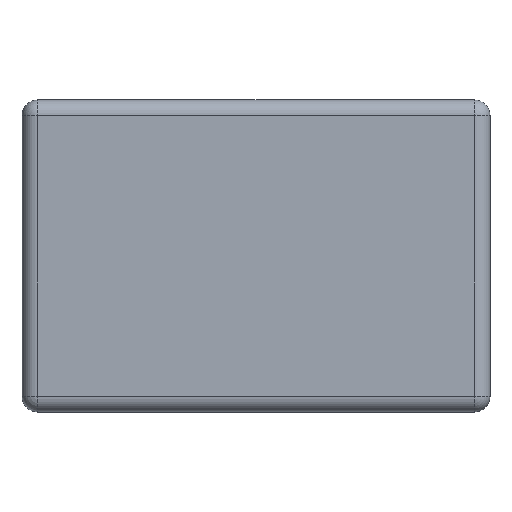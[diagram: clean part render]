
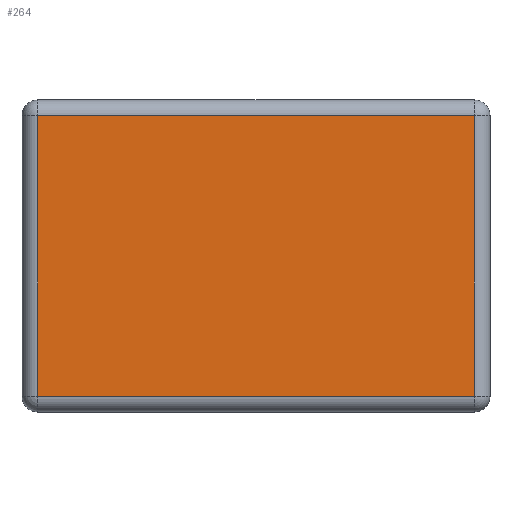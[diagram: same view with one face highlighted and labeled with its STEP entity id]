
A CAD part, top view. The second image highlights one B-rep face of the part: STEP entity #264.
In plain terms, the highlighted planar face has unit normal (0, 0, 1).
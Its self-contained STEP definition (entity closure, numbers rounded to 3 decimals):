
#264 = ADVANCED_FACE( '', ( #541 ), #542, .T. );
#541 = FACE_OUTER_BOUND( '', #814, .T. );
#542 = PLANE( '', #815 );
#814 = EDGE_LOOP( '', ( #1508, #1509, #1510, #1511 ) );
#815 = AXIS2_PLACEMENT_3D( '', #1512, #1513, #1514 );
#1508 = ORIENTED_EDGE( '', *, *, #1652, .T. );
#1509 = ORIENTED_EDGE( '', *, *, #1773, .T. );
#1510 = ORIENTED_EDGE( '', *, *, #1681, .T. );
#1511 = ORIENTED_EDGE( '', *, *, #1754, .T. );
#1512 = CARTESIAN_POINT( '', ( 0., 0., 16. ) );
#1513 = DIRECTION( '', ( 0., 0., 1. ) );
#1514 = DIRECTION( '', ( 1., 0., 0. ) );
#1652 = EDGE_CURVE( '', #1994, #1999, #2001, .T. );
#1681 = EDGE_CURVE( '', #2046, #2044, #2047, .T. );
#1754 = EDGE_CURVE( '', #2044, #1994, #2143, .T. );
#1773 = EDGE_CURVE( '', #1999, #2046, #2168, .T. );
#1994 = VERTEX_POINT( '', #2462 );
#1999 = VERTEX_POINT( '', #2468 );
#2001 = LINE( '', #2470, #2471 );
#2044 = VERTEX_POINT( '', #2532 );
#2046 = VERTEX_POINT( '', #2534 );
#2047 = LINE( '', #2535, #2536 );
#2143 = LINE( '', #2670, #2671 );
#2168 = LINE( '', #2705, #2706 );
#2462 = CARTESIAN_POINT( '', ( 14., -9., 16. ) );
#2468 = CARTESIAN_POINT( '', ( 14., 9., 16. ) );
#2470 = CARTESIAN_POINT( '', ( 14., 10., 16. ) );
#2471 = VECTOR( '', #2890, 1000. );
#2532 = CARTESIAN_POINT( '', ( -14., -9., 16. ) );
#2534 = CARTESIAN_POINT( '', ( -14., 9., 16. ) );
#2535 = CARTESIAN_POINT( '', ( -14., -10., 16. ) );
#2536 = VECTOR( '', #2915, 1000. );
#2670 = CARTESIAN_POINT( '', ( 15., -9., 16. ) );
#2671 = VECTOR( '', #2993, 1000. );
#2705 = CARTESIAN_POINT( '', ( -15., 9., 16. ) );
#2706 = VECTOR( '', #3009, 1000. );
#2890 = DIRECTION( '', ( 0., 1., 0. ) );
#2915 = DIRECTION( '', ( 0., -1., 0. ) );
#2993 = DIRECTION( '', ( 1., 0., 0. ) );
#3009 = DIRECTION( '', ( -1., 0., 0. ) );
